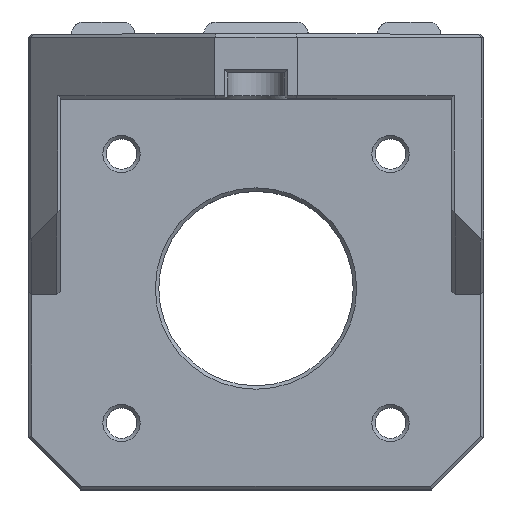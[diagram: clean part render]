
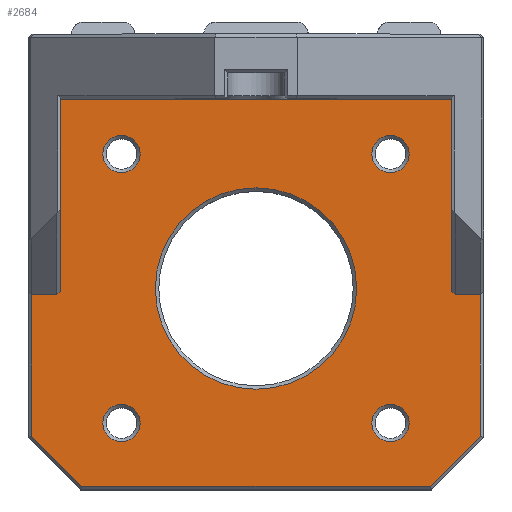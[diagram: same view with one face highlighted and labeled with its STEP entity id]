
A CAD part, top view. The second image highlights one B-rep face of the part: STEP entity #2684.
In plain terms, the highlighted planar face has unit normal (0, 0, 1).
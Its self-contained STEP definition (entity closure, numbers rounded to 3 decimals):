
#73=FACE_BOUND('',#399,.T.);
#74=FACE_BOUND('',#400,.T.);
#75=FACE_BOUND('',#401,.T.);
#76=FACE_BOUND('',#402,.T.);
#77=FACE_BOUND('',#403,.T.);
#103=CIRCLE('',#2885,11.6);
#104=CIRCLE('',#2886,2.15);
#105=CIRCLE('',#2887,2.15);
#106=CIRCLE('',#2888,2.15);
#107=CIRCLE('',#2889,2.15);
#233=FACE_OUTER_BOUND('',#398,.T.);
#398=EDGE_LOOP('',(#2065,#2066,#2067,#2068,#2069,#2070,#2071,#2072,#2073,
#2074,#2075,#2076));
#399=EDGE_LOOP('',(#2077));
#400=EDGE_LOOP('',(#2078));
#401=EDGE_LOOP('',(#2079));
#402=EDGE_LOOP('',(#2080));
#403=EDGE_LOOP('',(#2081));
#576=LINE('',#4031,#876);
#608=LINE('',#4106,#908);
#615=LINE('',#4122,#915);
#619=LINE('',#4129,#919);
#631=LINE('',#4155,#931);
#633=LINE('',#4159,#933);
#637=LINE('',#4167,#937);
#640=LINE('',#4173,#940);
#646=LINE('',#4185,#946);
#649=LINE('',#4190,#949);
#659=LINE('',#4209,#959);
#660=LINE('',#4210,#960);
#876=VECTOR('',#3229,10.);
#908=VECTOR('',#3297,10.);
#915=VECTOR('',#3314,10.);
#919=VECTOR('',#3320,10.);
#931=VECTOR('',#3348,10.);
#933=VECTOR('',#3352,10.);
#937=VECTOR('',#3358,10.);
#940=VECTOR('',#3363,10.);
#946=VECTOR('',#3373,10.);
#949=VECTOR('',#3378,10.);
#959=VECTOR('',#3400,10.);
#960=VECTOR('',#3401,10.);
#1166=VERTEX_POINT('',#4028);
#1167=VERTEX_POINT('',#4030);
#1191=VERTEX_POINT('',#4103);
#1192=VERTEX_POINT('',#4105);
#1195=VERTEX_POINT('',#4119);
#1196=VERTEX_POINT('',#4121);
#1198=VERTEX_POINT('',#4127);
#1204=VERTEX_POINT('',#4154);
#1205=VERTEX_POINT('',#4158);
#1208=VERTEX_POINT('',#4166);
#1210=VERTEX_POINT('',#4172);
#1214=VERTEX_POINT('',#4184);
#1219=VERTEX_POINT('',#4211);
#1220=VERTEX_POINT('',#4213);
#1221=VERTEX_POINT('',#4215);
#1222=VERTEX_POINT('',#4217);
#1223=VERTEX_POINT('',#4219);
#1437=EDGE_CURVE('',#1167,#1166,#576,.T.);
#1475=EDGE_CURVE('',#1191,#1192,#608,.F.);
#1483=EDGE_CURVE('',#1195,#1196,#615,.F.);
#1487=EDGE_CURVE('',#1191,#1198,#619,.T.);
#1499=EDGE_CURVE('',#1204,#1196,#631,.T.);
#1501=EDGE_CURVE('',#1204,#1205,#633,.T.);
#1505=EDGE_CURVE('',#1205,#1208,#637,.T.);
#1508=EDGE_CURVE('',#1208,#1210,#640,.T.);
#1514=EDGE_CURVE('',#1210,#1214,#646,.T.);
#1517=EDGE_CURVE('',#1214,#1198,#649,.T.);
#1527=EDGE_CURVE('',#1195,#1167,#659,.T.);
#1528=EDGE_CURVE('',#1166,#1192,#660,.T.);
#1529=EDGE_CURVE('',#1219,#1219,#103,.T.);
#1530=EDGE_CURVE('',#1220,#1220,#104,.T.);
#1531=EDGE_CURVE('',#1221,#1221,#105,.T.);
#1532=EDGE_CURVE('',#1222,#1222,#106,.T.);
#1533=EDGE_CURVE('',#1223,#1223,#107,.T.);
#2065=ORIENTED_EDGE('',*,*,#1517,.F.);
#2066=ORIENTED_EDGE('',*,*,#1514,.F.);
#2067=ORIENTED_EDGE('',*,*,#1508,.F.);
#2068=ORIENTED_EDGE('',*,*,#1505,.F.);
#2069=ORIENTED_EDGE('',*,*,#1501,.F.);
#2070=ORIENTED_EDGE('',*,*,#1499,.T.);
#2071=ORIENTED_EDGE('',*,*,#1483,.F.);
#2072=ORIENTED_EDGE('',*,*,#1527,.T.);
#2073=ORIENTED_EDGE('',*,*,#1437,.T.);
#2074=ORIENTED_EDGE('',*,*,#1528,.T.);
#2075=ORIENTED_EDGE('',*,*,#1475,.F.);
#2076=ORIENTED_EDGE('',*,*,#1487,.T.);
#2077=ORIENTED_EDGE('',*,*,#1529,.F.);
#2078=ORIENTED_EDGE('',*,*,#1530,.F.);
#2079=ORIENTED_EDGE('',*,*,#1531,.F.);
#2080=ORIENTED_EDGE('',*,*,#1532,.F.);
#2081=ORIENTED_EDGE('',*,*,#1533,.F.);
#2547=PLANE('',#2884);
#2684=ADVANCED_FACE('',(#233,#73,#74,#75,#76,#77),#2547,.T.);
#2884=AXIS2_PLACEMENT_3D('',#4208,#3398,#3399);
#2885=AXIS2_PLACEMENT_3D('',#4212,#3402,#3403);
#2886=AXIS2_PLACEMENT_3D('',#4214,#3404,#3405);
#2887=AXIS2_PLACEMENT_3D('',#4216,#3406,#3407);
#2888=AXIS2_PLACEMENT_3D('',#4218,#3408,#3409);
#2889=AXIS2_PLACEMENT_3D('',#4220,#3410,#3411);
#3229=DIRECTION('',(-1.,0.,0.));
#3297=DIRECTION('',(-0.707,-0.707,0.));
#3314=DIRECTION('',(-0.707,0.707,0.));
#3320=DIRECTION('',(-1.,0.,0.));
#3348=DIRECTION('',(-1.,0.,0.));
#3352=DIRECTION('',(0.,-1.,0.));
#3358=DIRECTION('',(-0.707,-0.707,0.));
#3363=DIRECTION('',(-1.,0.,0.));
#3373=DIRECTION('',(-0.707,0.707,0.));
#3378=DIRECTION('',(0.,1.,0.));
#3398=DIRECTION('center_axis',(0.,0.,1.));
#3399=DIRECTION('ref_axis',(1.,0.,0.));
#3400=DIRECTION('',(0.,1.,0.));
#3401=DIRECTION('',(0.,-1.,0.));
#3402=DIRECTION('center_axis',(0.,0.,1.));
#3403=DIRECTION('ref_axis',(1.,0.,0.));
#3404=DIRECTION('center_axis',(0.,0.,1.));
#3405=DIRECTION('ref_axis',(1.,0.,0.));
#3406=DIRECTION('center_axis',(0.,0.,1.));
#3407=DIRECTION('ref_axis',(1.,0.,0.));
#3408=DIRECTION('center_axis',(0.,0.,1.));
#3409=DIRECTION('ref_axis',(1.,0.,0.));
#3410=DIRECTION('center_axis',(0.,0.,1.));
#3411=DIRECTION('ref_axis',(1.,0.,0.));
#4028=CARTESIAN_POINT('',(3.7,45.,9.));
#4030=CARTESIAN_POINT('',(48.8,45.,9.));
#4031=CARTESIAN_POINT('',(48.8,45.,9.));
#4103=CARTESIAN_POINT('',(3.3,22.5,9.));
#4105=CARTESIAN_POINT('',(3.7,22.9,9.));
#4106=CARTESIAN_POINT('',(1.563,20.763,9.));
#4119=CARTESIAN_POINT('',(48.8,22.9,9.));
#4121=CARTESIAN_POINT('',(49.2,22.5,9.));
#4122=CARTESIAN_POINT('',(43.188,28.513,9.));
#4127=CARTESIAN_POINT('',(0.4,22.5,9.));
#4129=CARTESIAN_POINT('',(5.375,22.5,9.));
#4154=CARTESIAN_POINT('',(52.1,22.5,9.));
#4155=CARTESIAN_POINT('',(29.775,22.5,9.));
#4158=CARTESIAN_POINT('',(52.1,6.166,9.));
#4159=CARTESIAN_POINT('',(52.1,6.85,9.));
#4166=CARTESIAN_POINT('',(46.334,0.4,9.));
#4167=CARTESIAN_POINT('',(39.205,-6.73,9.));
#4172=CARTESIAN_POINT('',(6.166,0.4,9.));
#4173=CARTESIAN_POINT('',(8.375,0.4,9.));
#4184=CARTESIAN_POINT('',(0.4,6.166,9.));
#4185=CARTESIAN_POINT('',(2.545,4.02,9.));
#4190=CARTESIAN_POINT('',(0.4,26.35,9.));
#4208=CARTESIAN_POINT('Origin',(10.75,7.7,9.));
#4209=CARTESIAN_POINT('',(48.8,26.35,9.));
#4210=CARTESIAN_POINT('',(3.7,15.1,9.));
#4211=CARTESIAN_POINT('',(14.65,23.2,9.));
#4212=CARTESIAN_POINT('Origin',(26.25,23.2,9.));
#4213=CARTESIAN_POINT('',(39.6,7.7,9.));
#4214=CARTESIAN_POINT('Origin',(41.75,7.7,9.));
#4215=CARTESIAN_POINT('',(8.6,38.7,9.));
#4216=CARTESIAN_POINT('Origin',(10.75,38.7,9.));
#4217=CARTESIAN_POINT('',(8.6,7.7,9.));
#4218=CARTESIAN_POINT('Origin',(10.75,7.7,9.));
#4219=CARTESIAN_POINT('',(39.6,38.7,9.));
#4220=CARTESIAN_POINT('Origin',(41.75,38.7,9.));
